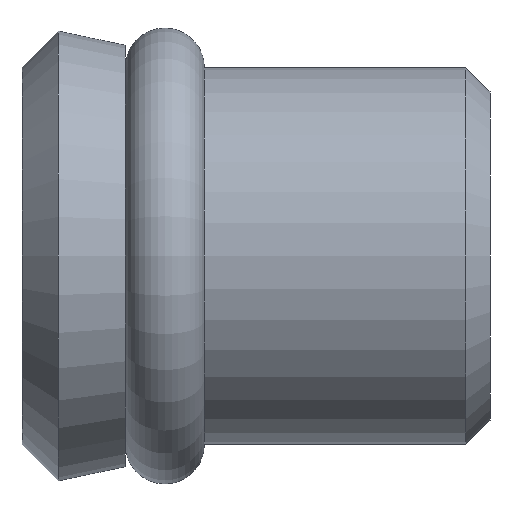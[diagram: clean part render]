
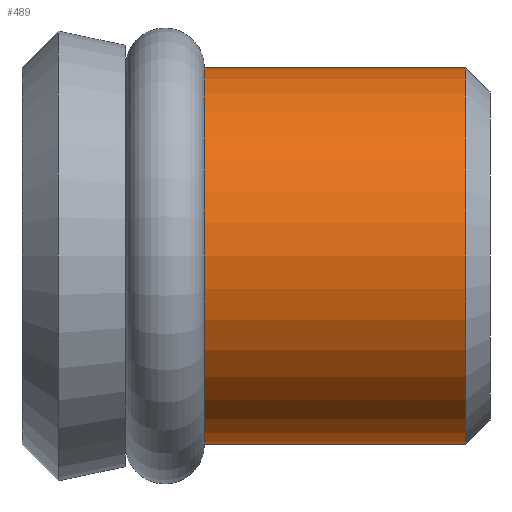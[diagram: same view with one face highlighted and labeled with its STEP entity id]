
A CAD part, left-side view. The second image highlights one B-rep face of the part: STEP entity #489.
In plain terms, the highlighted cylindrical face has radius 3.937 mm (diameter 7.874 mm), a partial arc.
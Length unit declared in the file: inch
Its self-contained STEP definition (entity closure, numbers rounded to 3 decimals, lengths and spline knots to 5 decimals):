
#17=CARTESIAN_POINT('',(0.,0.02,0.));
#18=DIRECTION('',(0.,1.,0.));
#19=DIRECTION('',(0.,0.,-1.));
#20=AXIS2_PLACEMENT_3D('',#17,#18,#19);
#40=DIRECTION('',(0.,1.,0.));
#41=VECTOR('',#40,0.215);
#42=CARTESIAN_POINT('',(0.,0.02,0.155));
#43=LINE('',#42,#41);
#59=CARTESIAN_POINT('',(0.,0.235,0.));
#60=DIRECTION('',(0.,1.,0.));
#61=DIRECTION('',(0.,0.,-1.));
#62=AXIS2_PLACEMENT_3D('',#59,#60,#61);
#74=DIRECTION('',(0.,1.,0.));
#75=VECTOR('',#74,0.215);
#76=CARTESIAN_POINT('',(0.,0.02,-0.155));
#77=LINE('',#76,#75);
#320=CARTESIAN_POINT('',(0.,0.235,-0.155));
#321=CARTESIAN_POINT('',(0.,0.235,0.155));
#322=VERTEX_POINT('',#320);
#323=VERTEX_POINT('',#321);
#332=CARTESIAN_POINT('',(0.,0.02,-0.155));
#333=CARTESIAN_POINT('',(0.,0.02,0.155));
#334=VERTEX_POINT('',#332);
#335=VERTEX_POINT('',#333);
#478=CARTESIAN_POINT('',(0.,0.,0.));
#479=DIRECTION('',(0.,1.,0.));
#480=DIRECTION('',(0.,0.,-1.));
#481=AXIS2_PLACEMENT_3D('',#478,#479,#480);
#482=CYLINDRICAL_SURFACE('',#481,0.155);
#483=ORIENTED_EDGE('',*,*,#470,.T.);
#484=ORIENTED_EDGE('',*,*,#444,.F.);
#485=ORIENTED_EDGE('',*,*,#414,.F.);
#486=ORIENTED_EDGE('',*,*,#441,.T.);
#487=EDGE_LOOP('',(#483,#484,#485,#486));
#488=FACE_OUTER_BOUND('',#487,.F.);
#489=ADVANCED_FACE('',(#488),#482,.T.);
#21=CIRCLE('',#20,0.155);
#63=CIRCLE('',#62,0.155);
#414=EDGE_CURVE('',#334,#335,#21,.T.);
#441=EDGE_CURVE('',#334,#322,#77,.T.);
#444=EDGE_CURVE('',#335,#323,#43,.T.);
#470=EDGE_CURVE('',#322,#323,#63,.T.);
